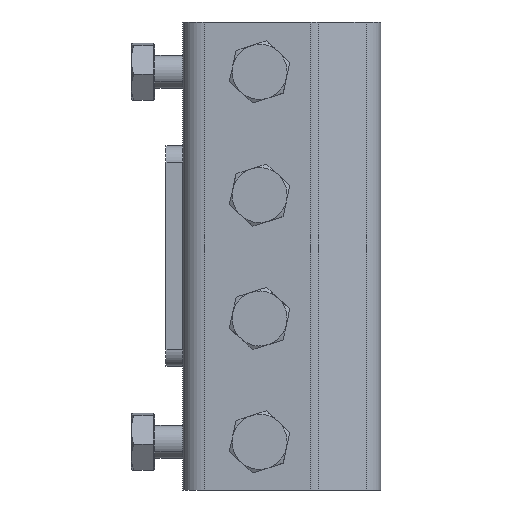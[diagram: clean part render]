
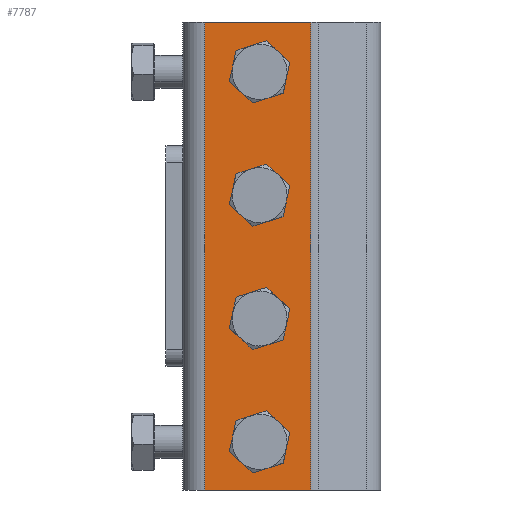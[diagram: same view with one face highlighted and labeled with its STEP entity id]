
A CAD part, left-side view. The second image highlights one B-rep face of the part: STEP entity #7787.
In plain terms, the highlighted planar face has unit normal (-1, 0, 0).
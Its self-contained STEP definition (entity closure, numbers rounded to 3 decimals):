
#105 = VECTOR ( 'NONE', #854, 1000. ) ;
#373 = DIRECTION ( 'NONE',  ( 0., 0., -1. ) ) ;
#430 = ORIENTED_EDGE ( 'NONE', *, *, #6555, .F. ) ;
#491 = CIRCLE ( 'NONE', #5902, 2.5 ) ;
#502 = CARTESIAN_POINT ( 'NONE',  ( 23.041, 44.403, 46.391 ) ) ;
#555 = EDGE_CURVE ( 'NONE', #4974, #8565, #1283, .T. ) ;
#854 = DIRECTION ( 'NONE',  ( 0., 1., 0. ) ) ;
#968 = ORIENTED_EDGE ( 'NONE', *, *, #9147, .T. ) ;
#1026 = VERTEX_POINT ( 'NONE', #1911 ) ;
#1083 = CARTESIAN_POINT ( 'NONE',  ( 23.041, 56.903, 100.141 ) ) ;
#1100 = CARTESIAN_POINT ( 'NONE',  ( 23.041, 49.403, 46.391 ) ) ;
#1283 = LINE ( 'NONE', #7663, #3530 ) ;
#1363 = CARTESIAN_POINT ( 'NONE',  ( 23.041, 56.903, 100.141 ) ) ;
#1408 = EDGE_LOOP ( 'NONE', ( #4773, #1507 ) ) ;
#1483 = DIRECTION ( 'NONE',  ( -1., 0., 0. ) ) ;
#1507 = ORIENTED_EDGE ( 'NONE', *, *, #5085, .F. ) ;
#1552 = CARTESIAN_POINT ( 'NONE',  ( 23.041, 46.903, 68.891 ) ) ;
#1753 = CARTESIAN_POINT ( 'NONE',  ( 23.041, 56.903, 100.141 ) ) ;
#1911 = CARTESIAN_POINT ( 'NONE',  ( 23.041, 49.403, 68.891 ) ) ;
#1979 = CARTESIAN_POINT ( 'NONE',  ( 23.041, 44.403, 91.391 ) ) ;
#2018 = CARTESIAN_POINT ( 'NONE',  ( 23.041, 37.609, 100.141 ) ) ;
#2028 = EDGE_CURVE ( 'NONE', #6691, #6529, #9521, .T. ) ;
#2051 = CARTESIAN_POINT ( 'NONE',  ( 23.041, 46.903, 23.891 ) ) ;
#2063 = DIRECTION ( 'NONE',  ( -1., 0., 0. ) ) ;
#2145 = DIRECTION ( 'NONE',  ( -1., 0., 0. ) ) ;
#2370 = LINE ( 'NONE', #10278, #105 ) ;
#2422 = EDGE_LOOP ( 'NONE', ( #10151, #7455 ) ) ;
#2551 = ORIENTED_EDGE ( 'NONE', *, *, #8640, .F. ) ;
#2571 = ORIENTED_EDGE ( 'NONE', *, *, #555, .F. ) ;
#2631 = CARTESIAN_POINT ( 'NONE',  ( 23.041, 49.403, 23.891 ) ) ;
#2702 = CARTESIAN_POINT ( 'NONE',  ( 23.041, 56.903, 15.141 ) ) ;
#2932 = CARTESIAN_POINT ( 'NONE',  ( 23.041, 49.403, 91.391 ) ) ;
#3001 = EDGE_LOOP ( 'NONE', ( #2551, #10540 ) ) ;
#3053 = VERTEX_POINT ( 'NONE', #1100 ) ;
#3444 = EDGE_CURVE ( 'NONE', #8047, #8785, #5241, .T. ) ;
#3530 = VECTOR ( 'NONE', #8548, 1000. ) ;
#3673 = CIRCLE ( 'NONE', #10223, 2.5 ) ;
#3965 = FACE_BOUND ( 'NONE', #5371, .T. ) ;
#4054 = VERTEX_POINT ( 'NONE', #2631 ) ;
#4385 = AXIS2_PLACEMENT_3D ( 'NONE', #6282, #2063, #5465 ) ;
#4534 = PLANE ( 'NONE',  #9300 ) ;
#4539 = AXIS2_PLACEMENT_3D ( 'NONE', #7266, #2145, #4745 ) ;
#4745 = DIRECTION ( 'NONE',  ( 0., 1., 0. ) ) ;
#4773 = ORIENTED_EDGE ( 'NONE', *, *, #10983, .F. ) ;
#4776 = LINE ( 'NONE', #2702, #11011 ) ;
#4974 = VERTEX_POINT ( 'NONE', #2018 ) ;
#5085 = EDGE_CURVE ( 'NONE', #4054, #9891, #9954, .T. ) ;
#5143 = FACE_BOUND ( 'NONE', #3001, .T. ) ;
#5241 = LINE ( 'NONE', #1363, #7385 ) ;
#5331 = DIRECTION ( 'NONE',  ( -1., 0., 0. ) ) ;
#5371 = EDGE_LOOP ( 'NONE', ( #9972, #10374 ) ) ;
#5465 = DIRECTION ( 'NONE',  ( 0., -1., 0. ) ) ;
#5588 = EDGE_CURVE ( 'NONE', #3053, #8509, #3673, .T. ) ;
#5716 = EDGE_CURVE ( 'NONE', #1026, #10329, #6335, .T. ) ;
#5719 = CARTESIAN_POINT ( 'NONE',  ( 23.041, 44.403, 23.891 ) ) ;
#5807 = FACE_OUTER_BOUND ( 'NONE', #10154, .T. ) ;
#5902 = AXIS2_PLACEMENT_3D ( 'NONE', #1552, #1483, #7480 ) ;
#6036 = CIRCLE ( 'NONE', #6409, 2.5 ) ;
#6282 = CARTESIAN_POINT ( 'NONE',  ( 23.041, 46.903, 23.891 ) ) ;
#6335 = CIRCLE ( 'NONE', #6593, 2.5 ) ;
#6409 = AXIS2_PLACEMENT_3D ( 'NONE', #8680, #5331, #9595 ) ;
#6529 = VERTEX_POINT ( 'NONE', #1979 ) ;
#6555 = EDGE_CURVE ( 'NONE', #8565, #8785, #4776, .T. ) ;
#6593 = AXIS2_PLACEMENT_3D ( 'NONE', #10736, #9035, #8252 ) ;
#6691 = VERTEX_POINT ( 'NONE', #2932 ) ;
#6816 = DIRECTION ( 'NONE',  ( 0., 1., 0. ) ) ;
#7025 = DIRECTION ( 'NONE',  ( 0., 1., 0. ) ) ;
#7126 = DIRECTION ( 'NONE',  ( 0., -1., 0. ) ) ;
#7266 = CARTESIAN_POINT ( 'NONE',  ( 23.041, 46.903, 91.391 ) ) ;
#7347 = AXIS2_PLACEMENT_3D ( 'NONE', #2051, #9678, #8182 ) ;
#7385 = VECTOR ( 'NONE', #373, 1000. ) ;
#7399 = AXIS2_PLACEMENT_3D ( 'NONE', #10145, #9437, #6816 ) ;
#7413 = CIRCLE ( 'NONE', #7399, 2.5 ) ;
#7455 = ORIENTED_EDGE ( 'NONE', *, *, #5716, .F. ) ;
#7480 = DIRECTION ( 'NONE',  ( 0., -1., 0. ) ) ;
#7663 = CARTESIAN_POINT ( 'NONE',  ( 23.041, 37.609, 100.141 ) ) ;
#7787 = ADVANCED_FACE ( 'NONE', ( #5143, #10994, #8071, #3965, #5807 ), #4534, .T. ) ;
#7880 = CARTESIAN_POINT ( 'NONE',  ( 23.041, 56.903, 15.141 ) ) ;
#7981 = DIRECTION ( 'NONE',  ( -1., 0., 0. ) ) ;
#8047 = VERTEX_POINT ( 'NONE', #1753 ) ;
#8071 = FACE_BOUND ( 'NONE', #2422, .T. ) ;
#8182 = DIRECTION ( 'NONE',  ( 0., -1., 0. ) ) ;
#8252 = DIRECTION ( 'NONE',  ( 0., -1., 0. ) ) ;
#8509 = VERTEX_POINT ( 'NONE', #502 ) ;
#8548 = DIRECTION ( 'NONE',  ( 0., 0., -1. ) ) ;
#8565 = VERTEX_POINT ( 'NONE', #10008 ) ;
#8579 = DIRECTION ( 'NONE',  ( -1., 0., 0. ) ) ;
#8640 = EDGE_CURVE ( 'NONE', #6529, #6691, #7413, .T. ) ;
#8653 = CARTESIAN_POINT ( 'NONE',  ( 23.041, 46.903, 46.391 ) ) ;
#8680 = CARTESIAN_POINT ( 'NONE',  ( 23.041, 46.903, 46.391 ) ) ;
#8785 = VERTEX_POINT ( 'NONE', #7880 ) ;
#9035 = DIRECTION ( 'NONE',  ( -1., 0., 0. ) ) ;
#9147 = EDGE_CURVE ( 'NONE', #4974, #8047, #2370, .T. ) ;
#9300 = AXIS2_PLACEMENT_3D ( 'NONE', #1083, #7981, #7126 ) ;
#9431 = DIRECTION ( 'NONE',  ( 0., -1., 0. ) ) ;
#9437 = DIRECTION ( 'NONE',  ( -1., 0., 0. ) ) ;
#9521 = CIRCLE ( 'NONE', #4539, 2.5 ) ;
#9558 = ORIENTED_EDGE ( 'NONE', *, *, #3444, .T. ) ;
#9595 = DIRECTION ( 'NONE',  ( 0., -1., 0. ) ) ;
#9678 = DIRECTION ( 'NONE',  ( -1., 0., 0. ) ) ;
#9891 = VERTEX_POINT ( 'NONE', #5719 ) ;
#9898 = CIRCLE ( 'NONE', #7347, 2.5 ) ;
#9921 = EDGE_CURVE ( 'NONE', #10329, #1026, #491, .T. ) ;
#9954 = CIRCLE ( 'NONE', #4385, 2.5 ) ;
#9972 = ORIENTED_EDGE ( 'NONE', *, *, #10410, .F. ) ;
#10008 = CARTESIAN_POINT ( 'NONE',  ( 23.041, 37.609, 15.141 ) ) ;
#10145 = CARTESIAN_POINT ( 'NONE',  ( 23.041, 46.903, 91.391 ) ) ;
#10151 = ORIENTED_EDGE ( 'NONE', *, *, #9921, .F. ) ;
#10154 = EDGE_LOOP ( 'NONE', ( #430, #2571, #968, #9558 ) ) ;
#10172 = CARTESIAN_POINT ( 'NONE',  ( 23.041, 44.403, 68.891 ) ) ;
#10223 = AXIS2_PLACEMENT_3D ( 'NONE', #8653, #8579, #9431 ) ;
#10278 = CARTESIAN_POINT ( 'NONE',  ( 23.041, 56.903, 100.141 ) ) ;
#10329 = VERTEX_POINT ( 'NONE', #10172 ) ;
#10374 = ORIENTED_EDGE ( 'NONE', *, *, #5588, .F. ) ;
#10410 = EDGE_CURVE ( 'NONE', #8509, #3053, #6036, .T. ) ;
#10540 = ORIENTED_EDGE ( 'NONE', *, *, #2028, .F. ) ;
#10736 = CARTESIAN_POINT ( 'NONE',  ( 23.041, 46.903, 68.891 ) ) ;
#10983 = EDGE_CURVE ( 'NONE', #9891, #4054, #9898, .T. ) ;
#10994 = FACE_BOUND ( 'NONE', #1408, .T. ) ;
#11011 = VECTOR ( 'NONE', #7025, 1000. ) ;
